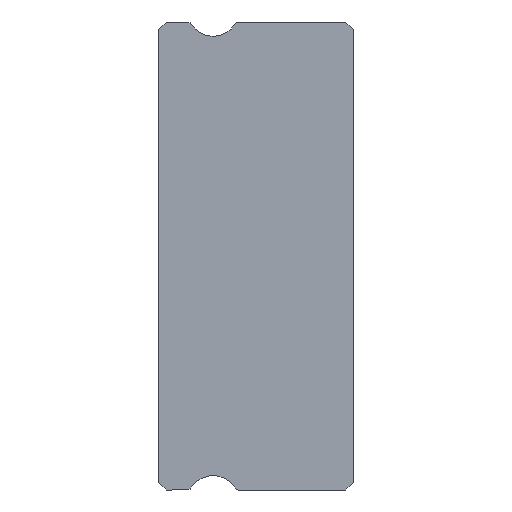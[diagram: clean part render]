
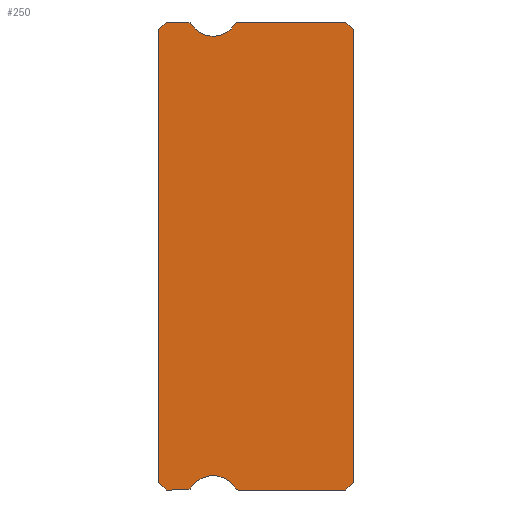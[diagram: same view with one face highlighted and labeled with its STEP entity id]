
A CAD part, left-side view. The second image highlights one B-rep face of the part: STEP entity #250.
In plain terms, the highlighted planar face has unit normal (-1, 0, 0).
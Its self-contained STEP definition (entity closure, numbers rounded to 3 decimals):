
#4 = DIRECTION ( 'NONE',  ( 0., 0.707, -0.707 ) ) ;
#72 = CIRCLE ( 'NONE', #3728, 0.15 ) ;
#75 = AXIS2_PLACEMENT_3D ( 'NONE', #952, #4060, #3399 ) ;
#160 = DIRECTION ( 'NONE',  ( 1., 0., 0. ) ) ;
#170 = DIRECTION ( 'NONE',  ( 0., 1., 0. ) ) ;
#195 = DIRECTION ( 'NONE',  ( 0., 0., -1. ) ) ;
#214 = CIRCLE ( 'NONE', #3795, 0.15 ) ;
#218 = VECTOR ( 'NONE', #3555, 1000. ) ;
#220 = DIRECTION ( 'NONE',  ( 0., 0., 1. ) ) ;
#232 = EDGE_CURVE ( 'NONE', #2530, #2683, #214, .T. ) ;
#242 = VERTEX_POINT ( 'NONE', #831 ) ;
#250 = ADVANCED_FACE ( 'NONE', ( #2946 ), #4385, .F. ) ;
#285 = EDGE_CURVE ( 'NONE', #3743, #242, #549, .T. ) ;
#293 = ORIENTED_EDGE ( 'NONE', *, *, #621, .F. ) ;
#311 = CIRCLE ( 'NONE', #3899, 0.15 ) ;
#359 = VERTEX_POINT ( 'NONE', #479 ) ;
#376 = ORIENTED_EDGE ( 'NONE', *, *, #454, .F. ) ;
#454 = EDGE_CURVE ( 'NONE', #1097, #4435, #3900, .T. ) ;
#479 = CARTESIAN_POINT ( 'NONE',  ( -15., 4.547, 8.928 ) ) ;
#491 = CARTESIAN_POINT ( 'NONE',  ( -15., 6.381, 9. ) ) ;
#549 = LINE ( 'NONE', #4049, #3576 ) ;
#557 = ORIENTED_EDGE ( 'NONE', *, *, #1014, .T. ) ;
#567 = DIRECTION ( 'NONE',  ( 0., 0., -1. ) ) ;
#593 = AXIS2_PLACEMENT_3D ( 'NONE', #2718, #3084, #4401 ) ;
#605 = LINE ( 'NONE', #3336, #2893 ) ;
#621 = EDGE_CURVE ( 'NONE', #2445, #242, #889, .T. ) ;
#638 = CARTESIAN_POINT ( 'NONE',  ( -15., 5.4, 8.45 ) ) ;
#700 = EDGE_LOOP ( 'NONE', ( #2201, #1296, #2277, #293, #2144, #2443, #376, #1143, #3514, #2627, #1535, #2598, #3016, #1626, #2661, #557, #1518 ) ) ;
#712 = CARTESIAN_POINT ( 'NONE',  ( -15., 7.5, -8.7 ) ) ;
#745 = EDGE_CURVE ( 'NONE', #1337, #3743, #1713, .T. ) ;
#771 = VERTEX_POINT ( 'NONE', #3784 ) ;
#831 = CARTESIAN_POINT ( 'NONE',  ( -15., 6.381, -9. ) ) ;
#889 = CIRCLE ( 'NONE', #3438, 0.15 ) ;
#890 = CARTESIAN_POINT ( 'NONE',  ( -15., 7.5, 8.7 ) ) ;
#892 = VECTOR ( 'NONE', #3883, 1000. ) ;
#952 = CARTESIAN_POINT ( 'NONE',  ( -15., 5.4, -9.45 ) ) ;
#1008 = EDGE_CURVE ( 'NONE', #4435, #771, #72, .T. ) ;
#1014 = EDGE_CURVE ( 'NONE', #2530, #2215, #3950, .T. ) ;
#1027 = VERTEX_POINT ( 'NONE', #890 ) ;
#1031 = CIRCLE ( 'NONE', #75, 1. ) ;
#1034 = LINE ( 'NONE', #3847, #1264 ) ;
#1072 = CARTESIAN_POINT ( 'NONE',  ( -15., 6.381, 8.85 ) ) ;
#1089 = AXIS2_PLACEMENT_3D ( 'NONE', #3677, #3301, #567 ) ;
#1097 = VERTEX_POINT ( 'NONE', #2234 ) ;
#1110 = DIRECTION ( 'NONE',  ( -1., 0., 0. ) ) ;
#1122 = VERTEX_POINT ( 'NONE', #3740 ) ;
#1127 = EDGE_CURVE ( 'NONE', #1998, #359, #1476, .T. ) ;
#1143 = ORIENTED_EDGE ( 'NONE', *, *, #1276, .F. ) ;
#1200 = DIRECTION ( 'NONE',  ( 0., 0., -1. ) ) ;
#1209 = EDGE_CURVE ( 'NONE', #771, #2445, #1031, .T. ) ;
#1259 = DIRECTION ( 'NONE',  ( 0., -1., 0. ) ) ;
#1264 = VECTOR ( 'NONE', #4, 1000. ) ;
#1276 = EDGE_CURVE ( 'NONE', #3938, #1097, #1034, .T. ) ;
#1296 = ORIENTED_EDGE ( 'NONE', *, *, #745, .T. ) ;
#1337 = VERTEX_POINT ( 'NONE', #712 ) ;
#1474 = DIRECTION ( 'NONE',  ( 0., 0.707, -0.707 ) ) ;
#1476 = CIRCLE ( 'NONE', #593, 1. ) ;
#1510 = CARTESIAN_POINT ( 'NONE',  ( -15., 0.3, 9. ) ) ;
#1518 = ORIENTED_EDGE ( 'NONE', *, *, #3447, .T. ) ;
#1535 = ORIENTED_EDGE ( 'NONE', *, *, #2330, .F. ) ;
#1558 = LINE ( 'NONE', #2677, #3058 ) ;
#1592 = LINE ( 'NONE', #3048, #4131 ) ;
#1604 = DIRECTION ( 'NONE',  ( 0., 0., 1. ) ) ;
#1626 = ORIENTED_EDGE ( 'NONE', *, *, #4450, .F. ) ;
#1668 = AXIS2_PLACEMENT_3D ( 'NONE', #1852, #1110, #3168 ) ;
#1713 = LINE ( 'NONE', #2377, #4091 ) ;
#1852 = CARTESIAN_POINT ( 'NONE',  ( -15., 5.4, 9.45 ) ) ;
#1868 = LINE ( 'NONE', #1894, #2493 ) ;
#1887 = CARTESIAN_POINT ( 'NONE',  ( -15., 0.3, 9. ) ) ;
#1894 = CARTESIAN_POINT ( 'NONE',  ( -15., 7.5, 8.7 ) ) ;
#1904 = CARTESIAN_POINT ( 'NONE',  ( -15., 7.2, 9. ) ) ;
#1973 = DIRECTION ( 'NONE',  ( 0., -1., 0. ) ) ;
#1976 = EDGE_CURVE ( 'NONE', #359, #1122, #311, .T. ) ;
#1998 = VERTEX_POINT ( 'NONE', #638 ) ;
#2099 = CARTESIAN_POINT ( 'NONE',  ( -15., 0., -8.7 ) ) ;
#2139 = CARTESIAN_POINT ( 'NONE',  ( -15., 4.419, 8.85 ) ) ;
#2144 = ORIENTED_EDGE ( 'NONE', *, *, #1209, .F. ) ;
#2153 = CARTESIAN_POINT ( 'NONE',  ( -15., 0., 8.7 ) ) ;
#2201 = ORIENTED_EDGE ( 'NONE', *, *, #4275, .F. ) ;
#2215 = VERTEX_POINT ( 'NONE', #4019 ) ;
#2234 = CARTESIAN_POINT ( 'NONE',  ( -15., 0.3, -9. ) ) ;
#2240 = DIRECTION ( 'NONE',  ( 1., 0., 0. ) ) ;
#2277 = ORIENTED_EDGE ( 'NONE', *, *, #285, .T. ) ;
#2286 = CARTESIAN_POINT ( 'NONE',  ( -15., 6.381, -8.85 ) ) ;
#2330 = EDGE_CURVE ( 'NONE', #1122, #4067, #605, .T. ) ;
#2377 = CARTESIAN_POINT ( 'NONE',  ( -15., 7.2, -9. ) ) ;
#2383 = DIRECTION ( 'NONE',  ( 0., 0., -1. ) ) ;
#2443 = ORIENTED_EDGE ( 'NONE', *, *, #1008, .F. ) ;
#2445 = VERTEX_POINT ( 'NONE', #4468 ) ;
#2463 = LINE ( 'NONE', #1510, #892 ) ;
#2493 = VECTOR ( 'NONE', #1474, 1000. ) ;
#2530 = VERTEX_POINT ( 'NONE', #491 ) ;
#2598 = ORIENTED_EDGE ( 'NONE', *, *, #1976, .F. ) ;
#2627 = ORIENTED_EDGE ( 'NONE', *, *, #2949, .F. ) ;
#2661 = ORIENTED_EDGE ( 'NONE', *, *, #232, .F. ) ;
#2677 = CARTESIAN_POINT ( 'NONE',  ( -15., 0., 8.7 ) ) ;
#2683 = VERTEX_POINT ( 'NONE', #4266 ) ;
#2693 = VERTEX_POINT ( 'NONE', #2153 ) ;
#2718 = CARTESIAN_POINT ( 'NONE',  ( -15., 5.4, 9.45 ) ) ;
#2893 = VECTOR ( 'NONE', #1259, 1000. ) ;
#2907 = CARTESIAN_POINT ( 'NONE',  ( -15., 7.2, -9. ) ) ;
#2931 = DIRECTION ( 'NONE',  ( 0., 0., -1. ) ) ;
#2946 = FACE_OUTER_BOUND ( 'NONE', #700, .T. ) ;
#2949 = EDGE_CURVE ( 'NONE', #4067, #2693, #2463, .T. ) ;
#2962 = CARTESIAN_POINT ( 'NONE',  ( -15., 4.419, -8.85 ) ) ;
#3016 = ORIENTED_EDGE ( 'NONE', *, *, #1127, .F. ) ;
#3048 = CARTESIAN_POINT ( 'NONE',  ( -15., 7.5, 8.85 ) ) ;
#3058 = VECTOR ( 'NONE', #1604, 1000. ) ;
#3084 = DIRECTION ( 'NONE',  ( -1., 0., 0. ) ) ;
#3168 = DIRECTION ( 'NONE',  ( 0., 0., -1. ) ) ;
#3301 = DIRECTION ( 'NONE',  ( 1., 0., 0. ) ) ;
#3312 = DIRECTION ( 'NONE',  ( 1., 0., 0. ) ) ;
#3336 = CARTESIAN_POINT ( 'NONE',  ( -15., 6.381, 9. ) ) ;
#3399 = DIRECTION ( 'NONE',  ( 0., 0., -1. ) ) ;
#3438 = AXIS2_PLACEMENT_3D ( 'NONE', #2286, #2240, #195 ) ;
#3447 = EDGE_CURVE ( 'NONE', #2215, #1027, #1868, .T. ) ;
#3514 = ORIENTED_EDGE ( 'NONE', *, *, #4531, .T. ) ;
#3555 = DIRECTION ( 'NONE',  ( 0., 1., 0. ) ) ;
#3576 = VECTOR ( 'NONE', #1973, 1000. ) ;
#3626 = CIRCLE ( 'NONE', #1668, 1. ) ;
#3677 = CARTESIAN_POINT ( 'NONE',  ( -15., 6.381, 8.85 ) ) ;
#3728 = AXIS2_PLACEMENT_3D ( 'NONE', #2962, #3312, #2931 ) ;
#3740 = CARTESIAN_POINT ( 'NONE',  ( -15., 4.419, 9. ) ) ;
#3743 = VERTEX_POINT ( 'NONE', #2907 ) ;
#3766 = CARTESIAN_POINT ( 'NONE',  ( -15., 4.419, -9. ) ) ;
#3784 = CARTESIAN_POINT ( 'NONE',  ( -15., 4.547, -8.928 ) ) ;
#3795 = AXIS2_PLACEMENT_3D ( 'NONE', #1072, #160, #1200 ) ;
#3847 = CARTESIAN_POINT ( 'NONE',  ( -15., 0., -8.7 ) ) ;
#3878 = VECTOR ( 'NONE', #170, 1000. ) ;
#3883 = DIRECTION ( 'NONE',  ( 0., -0.707, -0.707 ) ) ;
#3899 = AXIS2_PLACEMENT_3D ( 'NONE', #2139, #4433, #2383 ) ;
#3900 = LINE ( 'NONE', #4251, #218 ) ;
#3938 = VERTEX_POINT ( 'NONE', #2099 ) ;
#3950 = LINE ( 'NONE', #1904, #3878 ) ;
#4019 = CARTESIAN_POINT ( 'NONE',  ( -15., 7.2, 9. ) ) ;
#4049 = CARTESIAN_POINT ( 'NONE',  ( -15., 6.381, -9. ) ) ;
#4060 = DIRECTION ( 'NONE',  ( -1., 0., 0. ) ) ;
#4067 = VERTEX_POINT ( 'NONE', #1887 ) ;
#4091 = VECTOR ( 'NONE', #4494, 1000. ) ;
#4131 = VECTOR ( 'NONE', #220, 1000. ) ;
#4251 = CARTESIAN_POINT ( 'NONE',  ( -15., 6.381, -9. ) ) ;
#4266 = CARTESIAN_POINT ( 'NONE',  ( -15., 6.253, 8.928 ) ) ;
#4275 = EDGE_CURVE ( 'NONE', #1337, #1027, #1592, .T. ) ;
#4385 = PLANE ( 'NONE',  #1089 ) ;
#4401 = DIRECTION ( 'NONE',  ( 0., 0., -1. ) ) ;
#4433 = DIRECTION ( 'NONE',  ( 1., 0., 0. ) ) ;
#4435 = VERTEX_POINT ( 'NONE', #3766 ) ;
#4450 = EDGE_CURVE ( 'NONE', #2683, #1998, #3626, .T. ) ;
#4468 = CARTESIAN_POINT ( 'NONE',  ( -15., 6.253, -8.928 ) ) ;
#4494 = DIRECTION ( 'NONE',  ( 0., -0.707, -0.707 ) ) ;
#4531 = EDGE_CURVE ( 'NONE', #3938, #2693, #1558, .T. ) ;
